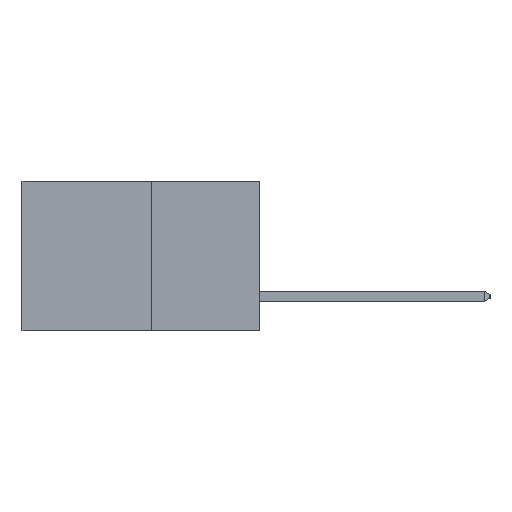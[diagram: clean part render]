
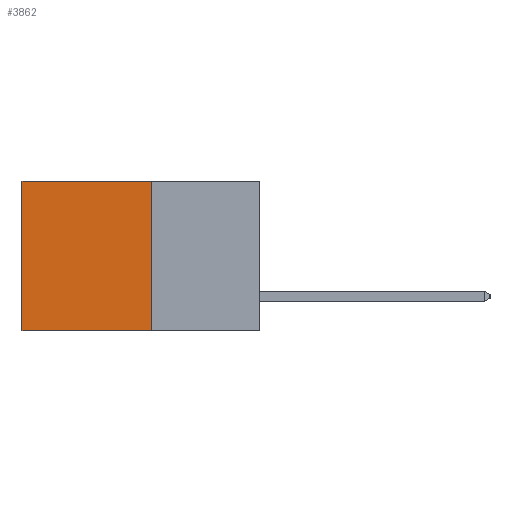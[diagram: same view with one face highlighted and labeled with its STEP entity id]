
A CAD part, left-side view. The second image highlights one B-rep face of the part: STEP entity #3862.
In plain terms, the highlighted planar face has unit normal (-1, 0, 0).
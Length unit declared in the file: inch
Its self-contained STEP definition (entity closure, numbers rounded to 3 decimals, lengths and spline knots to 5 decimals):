
#361 = VECTOR ( 'NONE', #14464, 39.37008 ) ;
#1116 = CARTESIAN_POINT ( 'NONE',  ( 0.277, 0.27, -0.37 ) ) ;
#1243 = EDGE_LOOP ( 'NONE', ( #8613, #13142, #2492, #4733 ) ) ;
#1403 = LINE ( 'NONE', #9559, #13539 ) ;
#1889 = VERTEX_POINT ( 'NONE', #1116 ) ;
#2492 = ORIENTED_EDGE ( 'NONE', *, *, #11150, .F. ) ;
#3517 = VECTOR ( 'NONE', #10496, 39.37008 ) ;
#3638 = EDGE_CURVE ( 'NONE', #1889, #10731, #1403, .T. ) ;
#3862 = ADVANCED_FACE ( 'NONE', ( #7151 ), #8745, .F. ) ;
#4733 = ORIENTED_EDGE ( 'NONE', *, *, #10477, .T. ) ;
#5641 = VERTEX_POINT ( 'NONE', #7444 ) ;
#6077 = DIRECTION ( 'NONE',  ( 0., 1., 0. ) ) ;
#6436 = DIRECTION ( 'NONE',  ( 0., 0., -1. ) ) ;
#7151 = FACE_OUTER_BOUND ( 'NONE', #1243, .T. ) ;
#7444 = CARTESIAN_POINT ( 'NONE',  ( 0.277, 0.59, 0. ) ) ;
#7888 = CARTESIAN_POINT ( 'NONE',  ( 0.277, 0.59, -0.37 ) ) ;
#8180 = CARTESIAN_POINT ( 'NONE',  ( 0.277, 0.27, 0. ) ) ;
#8529 = LINE ( 'NONE', #10965, #361 ) ;
#8613 = ORIENTED_EDGE ( 'NONE', *, *, #10854, .T. ) ;
#8745 = PLANE ( 'NONE',  #12252 ) ;
#9341 = CARTESIAN_POINT ( 'NONE',  ( 0.277, 0.59, -0.37 ) ) ;
#9559 = CARTESIAN_POINT ( 'NONE',  ( 0.277, 0.27, -0.37 ) ) ;
#9781 = LINE ( 'NONE', #9341, #3517 ) ;
#10477 = EDGE_CURVE ( 'NONE', #15105, #5641, #8529, .T. ) ;
#10496 = DIRECTION ( 'NONE',  ( 0., 0., -1. ) ) ;
#10731 = VERTEX_POINT ( 'NONE', #7888 ) ;
#10854 = EDGE_CURVE ( 'NONE', #5641, #10731, #9781, .T. ) ;
#10951 = CARTESIAN_POINT ( 'NONE',  ( 0.277, 0.27, -0.37 ) ) ;
#10965 = CARTESIAN_POINT ( 'NONE',  ( 0.277, 0.27, 0. ) ) ;
#11068 = CARTESIAN_POINT ( 'NONE',  ( 0.277, 0.27, -0.37 ) ) ;
#11150 = EDGE_CURVE ( 'NONE', #15105, #1889, #15010, .T. ) ;
#12112 = DIRECTION ( 'NONE',  ( 0., 0., -1. ) ) ;
#12252 = AXIS2_PLACEMENT_3D ( 'NONE', #11068, #13404, #6436 ) ;
#13142 = ORIENTED_EDGE ( 'NONE', *, *, #3638, .F. ) ;
#13404 = DIRECTION ( 'NONE',  ( 1., 0., 0. ) ) ;
#13539 = VECTOR ( 'NONE', #6077, 39.37008 ) ;
#14464 = DIRECTION ( 'NONE',  ( 0., 1., 0. ) ) ;
#14662 = VECTOR ( 'NONE', #12112, 39.37008 ) ;
#15010 = LINE ( 'NONE', #10951, #14662 ) ;
#15105 = VERTEX_POINT ( 'NONE', #8180 ) ;
